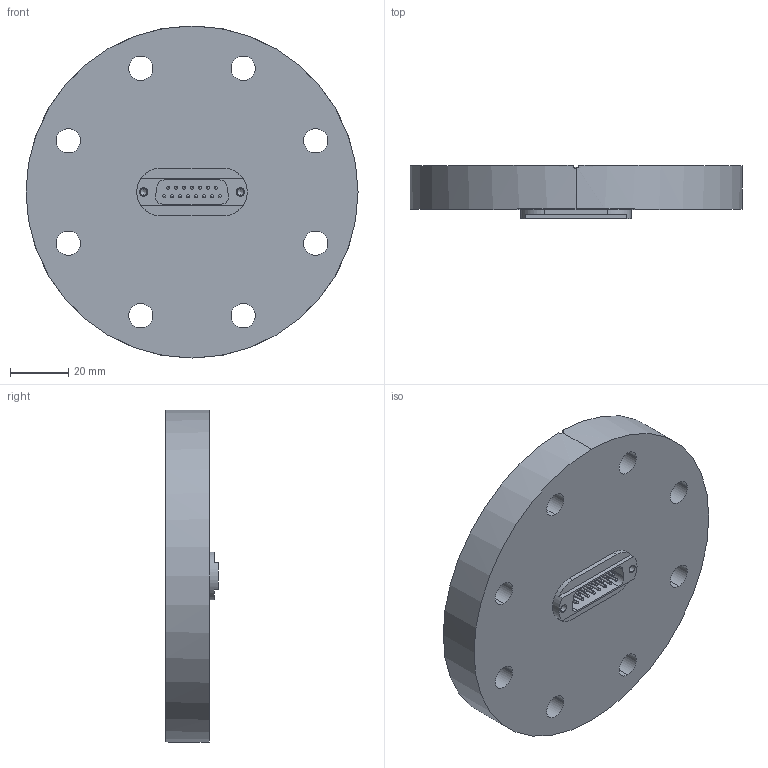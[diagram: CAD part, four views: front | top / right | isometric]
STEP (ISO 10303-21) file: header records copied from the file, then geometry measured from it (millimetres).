
FILE_DESCRIPTION (( 'STEP AP214' ), '1' );
FILE_NAME ('210-D15-C63.STEP', '2014-06-24T12:22:45', ( 'allectra' ), ( 'Microsoft' ), 'SwSTEP 2.0', 'SolidWorks 2014', '' );
FILE_SCHEMA (( 'AUTOMOTIVE_DESIGN' ));
Length unit declared in the file: millimetre
Products named in the file (5): 210-D15-C63; 218-D9-37-SS_218-D15-SS; 9210-PIN-FENI; 9218-D9-37-SS_15 pin 1mm; 9210-D15-C63_DN63
Assembly tree (18 placements, depth 3):
  210-D15-C63
    9210-D15-C63_DN63
    218-D9-37-SS_218-D15-SS
      9218-D9-37-SS_15 pin 1mm
      9210-PIN-FENI  x15
Bounding box: 114.3 x 18.2 x 114.3 mm (x, y, z)
Volume: 139064.9 mm3; surface area: 33664.1 mm2
Topology: 17 solids, 17 shells, 185 faces, 510 edges, 332 vertices
Faces by surface type: cylinder 112, plane 31, sphere 30, cone 12
Entity records: 4408 total; most frequent: DIRECTION 794, CARTESIAN_POINT 761, ORIENTED_EDGE 656, EDGE_CURVE 328, AXIS2_PLACEMENT_3D 323, VERTEX_POINT 216, EDGE_LOOP 188, CIRCLE 172
